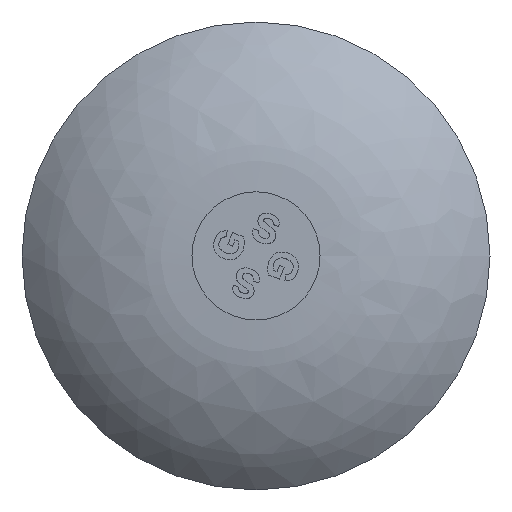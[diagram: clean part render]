
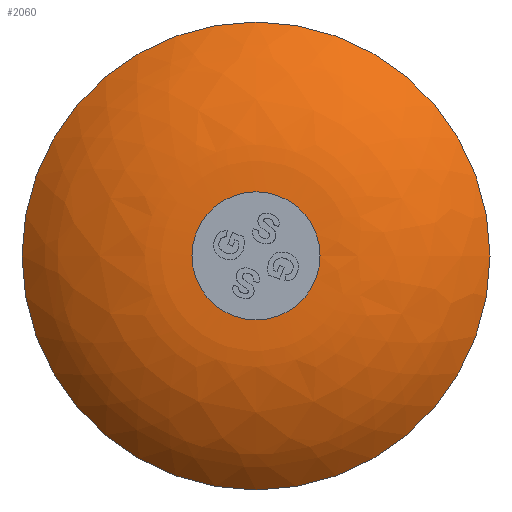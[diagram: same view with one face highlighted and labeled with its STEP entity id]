
A CAD part, top view. The second image highlights one B-rep face of the part: STEP entity #2060.
In plain terms, the highlighted free-form (B-spline) face has degree [2, 2] with [3, 9] control points.
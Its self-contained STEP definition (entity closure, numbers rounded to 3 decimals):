
#107=(
BOUNDED_SURFACE()
B_SPLINE_SURFACE(2,2,((#3197,#3198,#3199,#3200,#3201,#3202,#3203,#3204,
#3205),(#3206,#3207,#3208,#3209,#3210,#3211,#3212,#3213,#3214),(#3215,#3216,
#3217,#3218,#3219,#3220,#3221,#3222,#3223)),.UNSPECIFIED.,.F.,.T.,.F.)
B_SPLINE_SURFACE_WITH_KNOTS((3,3),(3,2,2,2,3),(0.758,1.571),
(-3.142,-1.571,0.,1.571,3.142),
 .UNSPECIFIED.)
GEOMETRIC_REPRESENTATION_ITEM()
RATIONAL_B_SPLINE_SURFACE(((1.,0.707,1.,0.707,1.,
0.707,1.,0.707,1.),(0.919,0.65,
0.919,0.65,0.919,0.65,
0.919,0.65,0.919),(1.,0.707,
1.,0.707,1.,0.707,1.,0.707,1.)))
REPRESENTATION_ITEM('')
SURFACE()
);
#323=FACE_OUTER_BOUND('',#444,.T.);
#444=EDGE_LOOP('',(#1510,#1511,#1512,#1513));
#843=CIRCLE('',#2193,2.191);
#844=CIRCLE('',#2194,8.);
#845=CIRCLE('',#2195,8.);
#848=VERTEX_POINT('',#2427);
#957=VERTEX_POINT('',#3224);
#1069=EDGE_CURVE('',#848,#848,#843,.T.);
#1178=EDGE_CURVE('',#848,#957,#844,.T.);
#1179=EDGE_CURVE('',#957,#957,#845,.T.);
#1510=ORIENTED_EDGE('',*,*,#1069,.T.);
#1511=ORIENTED_EDGE('',*,*,#1178,.T.);
#1512=ORIENTED_EDGE('',*,*,#1179,.T.);
#1513=ORIENTED_EDGE('',*,*,#1178,.F.);
#2060=ADVANCED_FACE('',(#323),#107,.T.);
#2193=AXIS2_PLACEMENT_3D('',#2428,#2230,#2231);
#2194=AXIS2_PLACEMENT_3D('',#3225,#2248,#2249);
#2195=AXIS2_PLACEMENT_3D('',#3226,#2250,#2251);
#2230=DIRECTION('center_axis',(0.,0.,-1.));
#2231=DIRECTION('ref_axis',(-1.,0.,0.));
#2248=DIRECTION('center_axis',(0.,1.,0.));
#2249=DIRECTION('ref_axis',(1.,0.,0.));
#2250=DIRECTION('center_axis',(0.,0.,1.));
#2251=DIRECTION('ref_axis',(1.,0.,0.));
#2427=CARTESIAN_POINT('',(2.191,0.,5.5));
#2428=CARTESIAN_POINT('Origin',(0.,0.,5.5));
#3197=CARTESIAN_POINT('Ctrl Pts',(8.,0.,3.));
#3198=CARTESIAN_POINT('Ctrl Pts',(8.,-8.,3.));
#3199=CARTESIAN_POINT('Ctrl Pts',(0.,-8.,3.));
#3200=CARTESIAN_POINT('Ctrl Pts',(-8.,-8.,3.));
#3201=CARTESIAN_POINT('Ctrl Pts',(-8.,0.,3.));
#3202=CARTESIAN_POINT('Ctrl Pts',(-8.,8.,3.));
#3203=CARTESIAN_POINT('Ctrl Pts',(0.,8.,3.));
#3204=CARTESIAN_POINT('Ctrl Pts',(8.,8.,3.));
#3205=CARTESIAN_POINT('Ctrl Pts',(8.,0.,3.));
#3206=CARTESIAN_POINT('Ctrl Pts',(5.633,0.,5.5));
#3207=CARTESIAN_POINT('Ctrl Pts',(5.633,-5.633,5.5));
#3208=CARTESIAN_POINT('Ctrl Pts',(0.,-5.633,5.5));
#3209=CARTESIAN_POINT('Ctrl Pts',(-5.633,-5.633,5.5));
#3210=CARTESIAN_POINT('Ctrl Pts',(-5.633,0.,5.5));
#3211=CARTESIAN_POINT('Ctrl Pts',(-5.633,5.633,5.5));
#3212=CARTESIAN_POINT('Ctrl Pts',(0.,5.633,5.5));
#3213=CARTESIAN_POINT('Ctrl Pts',(5.633,5.633,5.5));
#3214=CARTESIAN_POINT('Ctrl Pts',(5.633,0.,5.5));
#3215=CARTESIAN_POINT('Ctrl Pts',(2.191,0.,5.5));
#3216=CARTESIAN_POINT('Ctrl Pts',(2.191,-2.191,5.5));
#3217=CARTESIAN_POINT('Ctrl Pts',(0.,-2.191,5.5));
#3218=CARTESIAN_POINT('Ctrl Pts',(-2.191,-2.191,5.5));
#3219=CARTESIAN_POINT('Ctrl Pts',(-2.191,0.,5.5));
#3220=CARTESIAN_POINT('Ctrl Pts',(-2.191,2.191,5.5));
#3221=CARTESIAN_POINT('Ctrl Pts',(0.,2.191,5.5));
#3222=CARTESIAN_POINT('Ctrl Pts',(2.191,2.191,5.5));
#3223=CARTESIAN_POINT('Ctrl Pts',(2.191,0.,5.5));
#3224=CARTESIAN_POINT('',(8.,0.,3.));
#3225=CARTESIAN_POINT('Origin',(2.191,0.,
-2.5));
#3226=CARTESIAN_POINT('Origin',(0.,0.,3.));
